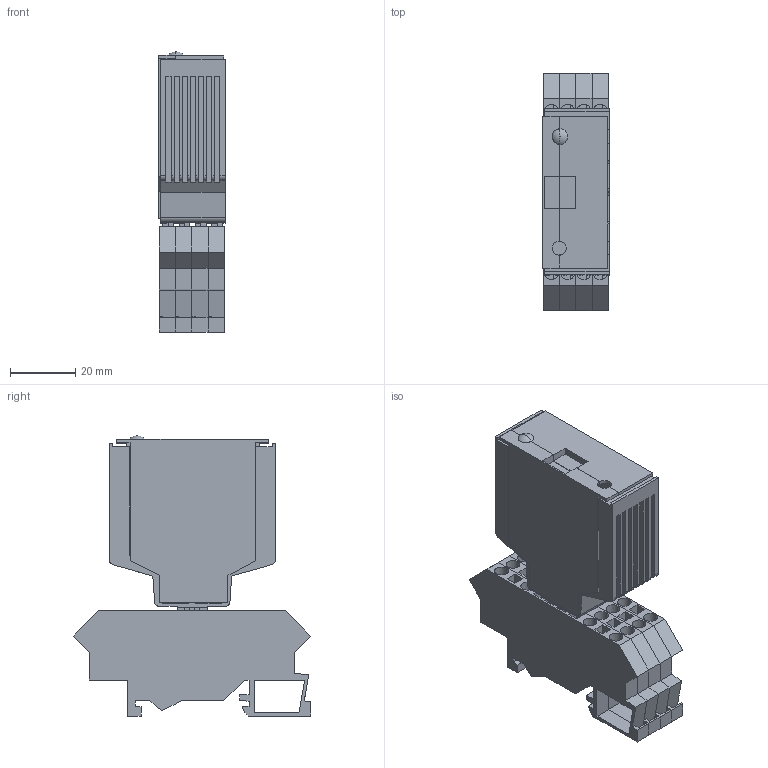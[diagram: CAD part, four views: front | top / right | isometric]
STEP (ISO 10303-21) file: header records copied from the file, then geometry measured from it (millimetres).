
FILE_DESCRIPTION (( 'STEP AP214' ), '1' );
FILE_NAME ('1101-347-1-E.STEP', '2019-01-16T17:13:57', ( '' ), ( '' ), 'SwSTEP 2.0', 'SolidWorks 2018', '' );
FILE_SCHEMA (( 'AUTOMOTIVE_DESIGN' ));
Length unit declared in the file: inch
Products named in the file (10): 2001-129 rev o; r cover Rev O; 1000-739 rev o; 1101-347-1-E; 1000-732 rev a; 2001-128 l cover rev o; 3300-004 lg 52 rev o; 2105-252 rev o; 3450-084 rev O; 3300-004 lg 30 rev o
Assembly tree (12 placements, depth 3):
  1101-347-1-E
    1000-739 rev o
      2105-252 rev o  x4
    1000-732 rev a
      2001-129 rev o
      3300-004 lg 52 rev o
      3300-004 lg 30 rev o
      r cover Rev O
      2001-128 l cover rev o
      3450-084 rev O
Bounding box: 20.36 x 72.77 x 85.75 mm (x, y, z)
Volume: 34830 mm3; surface area: 55390.4 mm2
Topology: 10 solids, 10 shells, 1008 faces, 2953 edges, 1951 vertices
Faces by surface type: plane 914, cylinder 86, cone 4, sphere 2, torus 2
Entity records: 21409 total; most frequent: CARTESIAN_POINT 3784, ORIENTED_EDGE 3738, DIRECTION 3317, EDGE_CURVE 1869, VECTOR 1749, LINE 1749, VERTEX_POINT 1235, AXIS2_PLACEMENT_3D 784
